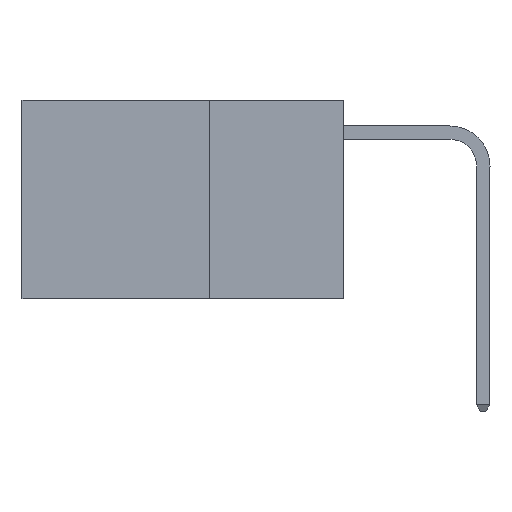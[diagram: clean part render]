
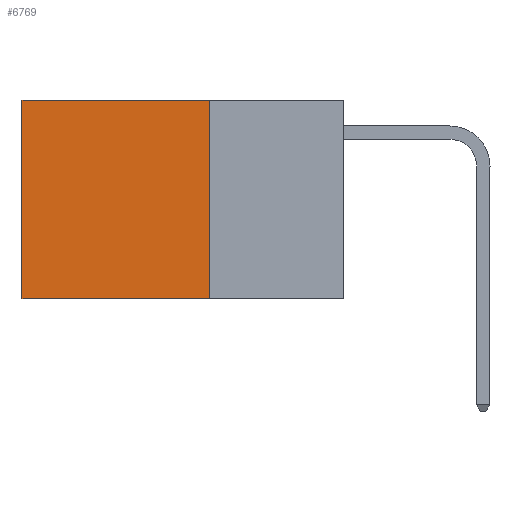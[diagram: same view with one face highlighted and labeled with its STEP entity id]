
A CAD part, left-side view. The second image highlights one B-rep face of the part: STEP entity #6769.
In plain terms, the highlighted planar face has unit normal (-1, 0, 0).
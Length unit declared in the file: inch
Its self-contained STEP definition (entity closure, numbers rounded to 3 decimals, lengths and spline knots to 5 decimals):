
#430 = ORIENTED_EDGE ( 'NONE', *, *, #15295, .F. ) ;
#2405 = EDGE_LOOP ( 'NONE', ( #6391, #6840, #430, #10012 ) ) ;
#2515 = VERTEX_POINT ( 'NONE', #9786 ) ;
#2526 = EDGE_CURVE ( 'NONE', #15935, #2515, #4661, .T. ) ;
#3136 = VECTOR ( 'NONE', #9900, 39.37008 ) ;
#3493 = EDGE_CURVE ( 'NONE', #2515, #14994, #19768, .T. ) ;
#3751 = CARTESIAN_POINT ( 'NONE',  ( 0.2625, 0.6, -0.37 ) ) ;
#3992 = DIRECTION ( 'NONE',  ( 0., 0., -1. ) ) ;
#4661 = LINE ( 'NONE', #9434, #17089 ) ;
#5550 = CARTESIAN_POINT ( 'NONE',  ( 0.2625, 0.25, 0. ) ) ;
#6391 = ORIENTED_EDGE ( 'NONE', *, *, #3493, .T. ) ;
#6769 = ADVANCED_FACE ( 'NONE', ( #11704 ), #7518, .F. ) ;
#6840 = ORIENTED_EDGE ( 'NONE', *, *, #7964, .F. ) ;
#7518 = PLANE ( 'NONE',  #18841 ) ;
#7964 = EDGE_CURVE ( 'NONE', #19593, #14994, #10907, .T. ) ;
#8416 = DIRECTION ( 'NONE',  ( 0., 1., 0. ) ) ;
#8667 = LINE ( 'NONE', #5550, #12411 ) ;
#8843 = CARTESIAN_POINT ( 'NONE',  ( 0.2625, 0.25, 0. ) ) ;
#9136 = DIRECTION ( 'NONE',  ( 0., 0., -1. ) ) ;
#9265 = DIRECTION ( 'NONE',  ( 0., 1., 0. ) ) ;
#9434 = CARTESIAN_POINT ( 'NONE',  ( 0.2625, 0.25, 0. ) ) ;
#9487 = CARTESIAN_POINT ( 'NONE',  ( 0.2625, 0.25, -0.37 ) ) ;
#9786 = CARTESIAN_POINT ( 'NONE',  ( 0.2625, 0.6, 0. ) ) ;
#9900 = DIRECTION ( 'NONE',  ( 0., 0., -1. ) ) ;
#9969 = CARTESIAN_POINT ( 'NONE',  ( 0.2625, 0.6, 0. ) ) ;
#10012 = ORIENTED_EDGE ( 'NONE', *, *, #2526, .T. ) ;
#10907 = LINE ( 'NONE', #16463, #18505 ) ;
#11704 = FACE_OUTER_BOUND ( 'NONE', #2405, .T. ) ;
#12411 = VECTOR ( 'NONE', #3992, 39.37008 ) ;
#13875 = CARTESIAN_POINT ( 'NONE',  ( 0.2625, 0.25, 0. ) ) ;
#14994 = VERTEX_POINT ( 'NONE', #3751 ) ;
#15295 = EDGE_CURVE ( 'NONE', #15935, #19593, #8667, .T. ) ;
#15935 = VERTEX_POINT ( 'NONE', #8843 ) ;
#16463 = CARTESIAN_POINT ( 'NONE',  ( 0.2625, 0.25, -0.37 ) ) ;
#17089 = VECTOR ( 'NONE', #9265, 39.37008 ) ;
#18505 = VECTOR ( 'NONE', #8416, 39.37008 ) ;
#18788 = DIRECTION ( 'NONE',  ( 1., 0., 0. ) ) ;
#18841 = AXIS2_PLACEMENT_3D ( 'NONE', #13875, #18788, #9136 ) ;
#19593 = VERTEX_POINT ( 'NONE', #9487 ) ;
#19768 = LINE ( 'NONE', #9969, #3136 ) ;
